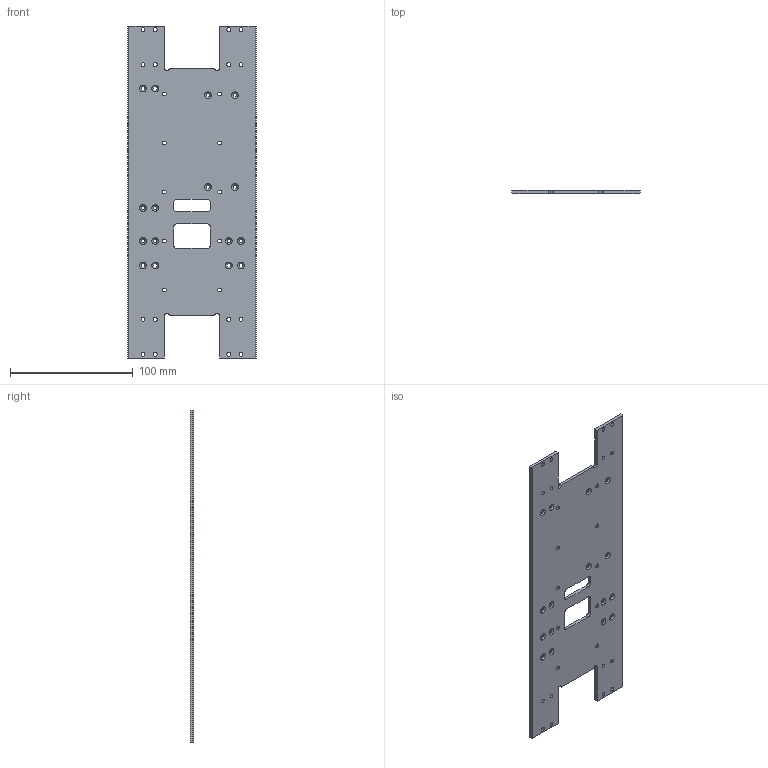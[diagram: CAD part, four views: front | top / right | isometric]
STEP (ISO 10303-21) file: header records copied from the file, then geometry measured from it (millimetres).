
FILE_DESCRIPTION (( 'STEP AP214' ), '1' );
FILE_NAME ('菁窒抯啣.STEP', '2024-05-31T14:31:35', ( '' ), ( '' ), 'SwSTEP 2.0', 'SolidWorks 2021', '' );
FILE_SCHEMA (( 'AUTOMOTIVE_DESIGN' ));
Length unit declared in the file: millimetre
Products named in the file (1): 菁窒抯啣
Bounding box: 105 x 2.5 x 271 mm (x, y, z)
Volume: 59809.8 mm3; surface area: 51531.1 mm2
Topology: 1 solids, 1 shells, 184 faces, 484 edges, 312 vertices
Faces by surface type: cylinder 118, plane 34, cone 32
Entity records: 5990 total; most frequent: DIRECTION 1122, CARTESIAN_POINT 981, ORIENTED_EDGE 968, EDGE_CURVE 484, AXIS2_PLACEMENT_3D 453, VERTEX_POINT 312, EDGE_LOOP 282, CIRCLE 268
